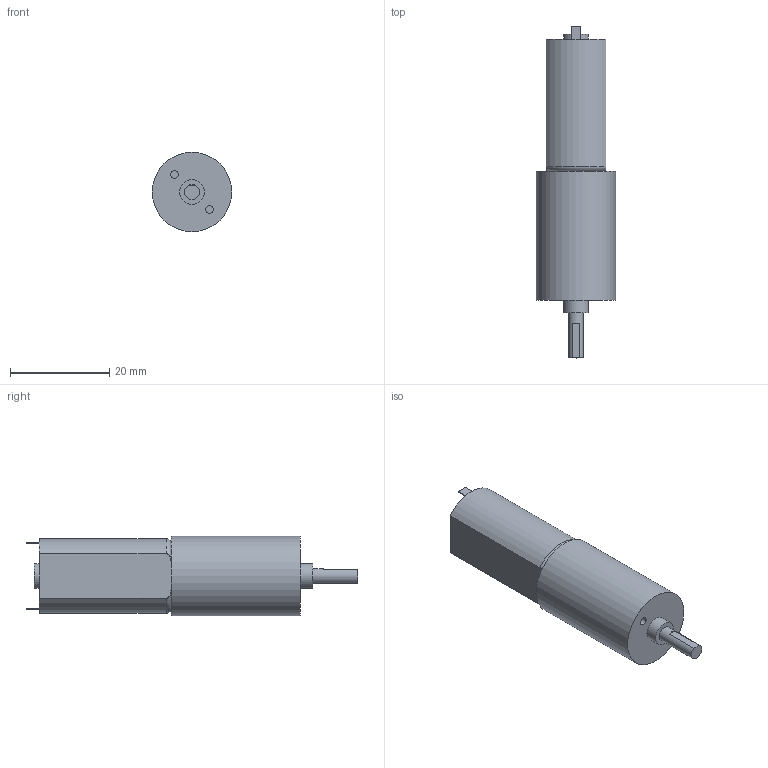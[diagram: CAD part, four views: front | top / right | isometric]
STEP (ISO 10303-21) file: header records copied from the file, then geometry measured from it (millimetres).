
FILE_DESCRIPTION( ( 'Unknown' ), '1' );
FILE_NAME( 'PD1626-231--690.stp', 'Unknown', ( 'Unknown' ), ( 'Unknown' ), 'PSStep 17.0.49', 'Unknown', ' ' );
FILE_SCHEMA( ( 'AUTOMOTIVE_DESIGN { 1 0 10303 214 1 1 1 1 }' ) );
Length unit declared in the file: millimetre
Products named in the file (1): 1
Bounding box: 16 x 66.8 x 16 mm (x, y, z)
Volume: 9531.6 mm3; surface area: 3181 mm2
Topology: 1 solids, 1 shells, 32 faces, 66 edges, 44 vertices
Faces by surface type: plane 22, cylinder 8, torus 2
Full cylindrical faces by diameter (mm): 1.567 x2, 3 x1, 5 x2, 16 x1
Entity records: 1118 total; most frequent: CARTESIAN_POINT 179, DIRECTION 140, ORIENTED_EDGE 118, EDGE_CURVE 59, AXIS2_PLACEMENT_3D 52, EDGE_LOOP 46, VERTEX_POINT 43, FACE_OUTER_BOUND 38
